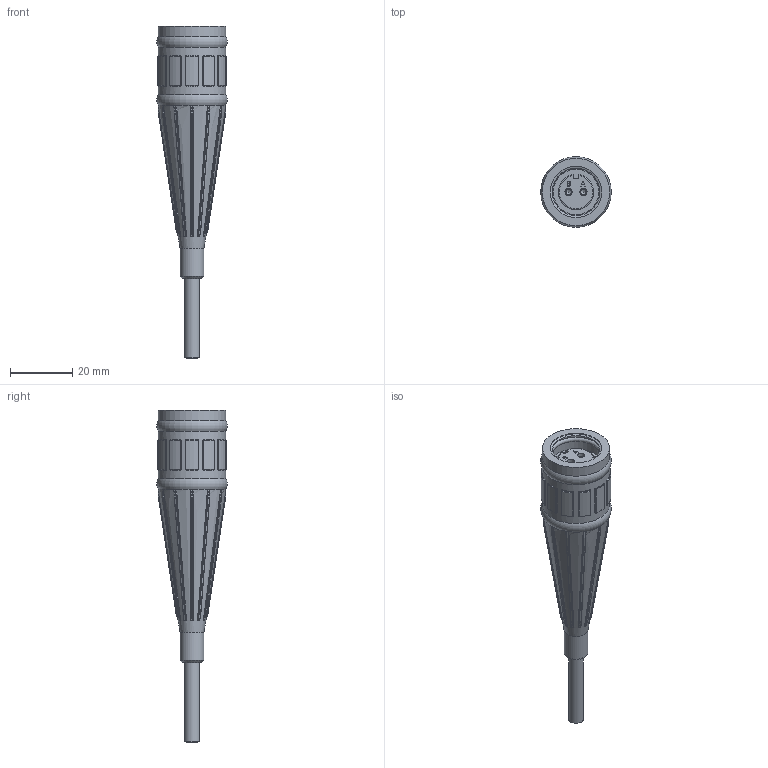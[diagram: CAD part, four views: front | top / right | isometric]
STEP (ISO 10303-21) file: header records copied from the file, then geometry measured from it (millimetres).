
FILE_DESCRIPTION(/* description */ (''),/* implementation_level */ '2;1');
FILE_NAME(/* name */ 'V2R.stp',/* time_stamp */ '2017-05-04T15:48:56-04:00',/* author */ ('aneininger'),/* organization */ ('CONNECTION TECHNOLOGY CENTER'),/* preprocessor_version */ 'ST-DEVELOPER v16.5',/* originating_system */ 'Autodesk Inventor 2017',/* authorisation */ '');
FILE_SCHEMA (('AUTOMOTIVE_DESIGN { 1 0 10303 214 3 1 1 }'));
Length unit declared in the file: inch
Products named in the file (1): Part8
Bounding box: 22.6 x 22.6 x 106.51 mm (x, y, z)
Volume: 16646.5 mm3; surface area: 7591.5 mm2
Topology: 1 solids, 1 shells, 832 faces, 1823 edges, 1080 vertices
Faces by surface type: cylinder 285, plane 252, bspline 181, torus 57, sphere 48, cone 9
Full cylindrical faces by diameter (mm): 0.127 x19, 0.203 x38, 1.727 x2, 2.286 x2, 3.251 x1, 3.581 x1, 4.826 x1, 7.62 x1, 12.649 x1, 14.605 x1, 14.986 x1, 15.24 x1, 15.748 x1, 16.51 x3, 17.272 x1, 21.59 x2
Entity records: 27877 total; most frequent: CARTESIAN_POINT 9795, DIRECTION 3521, ORIENTED_EDGE 3442, EDGE_CURVE 1718, AXIS2_PLACEMENT_3D 1500, VERTEX_POINT 1069, EDGE_LOOP 1013, FACE_OUTER_BOUND 832
